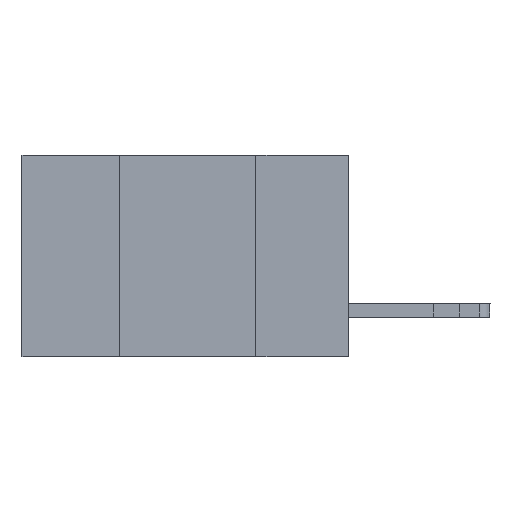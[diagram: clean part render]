
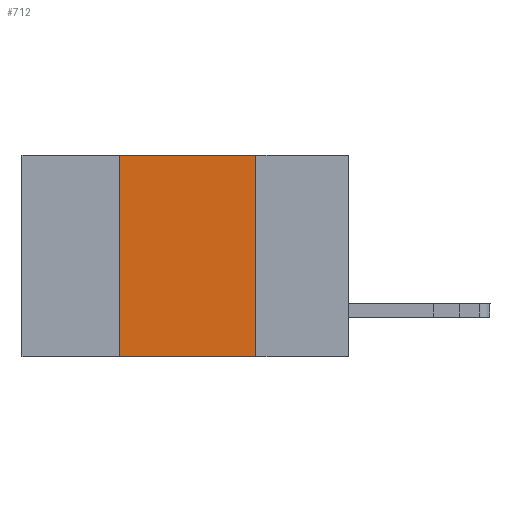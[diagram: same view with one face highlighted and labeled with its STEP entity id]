
A CAD part, left-side view. The second image highlights one B-rep face of the part: STEP entity #712.
In plain terms, the highlighted planar face has unit normal (-1, 0, 0).
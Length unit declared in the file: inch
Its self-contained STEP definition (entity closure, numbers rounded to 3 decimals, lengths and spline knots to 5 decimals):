
#221 = LINE ( 'NONE', #1954, #10067 ) ;
#364 = VERTEX_POINT ( 'NONE', #13264 ) ;
#437 = CARTESIAN_POINT ( 'NONE',  ( 0., 0.42, 0. ) ) ;
#686 = AXIS2_PLACEMENT_3D ( 'NONE', #6675, #6314, #6138 ) ;
#712 = ADVANCED_FACE ( 'NONE', ( #3279 ), #6760, .F. ) ;
#1533 = VERTEX_POINT ( 'NONE', #437 ) ;
#1775 = LINE ( 'NONE', #13763, #15887 ) ;
#1954 = CARTESIAN_POINT ( 'NONE',  ( 0., 0.6, -0.37 ) ) ;
#3279 = FACE_OUTER_BOUND ( 'NONE', #8498, .T. ) ;
#3761 = ORIENTED_EDGE ( 'NONE', *, *, #17701, .T. ) ;
#4631 = ORIENTED_EDGE ( 'NONE', *, *, #16248, .F. ) ;
#5799 = VECTOR ( 'NONE', #11148, 39.37008 ) ;
#6138 = DIRECTION ( 'NONE',  ( 0., 0., -1. ) ) ;
#6240 = LINE ( 'NONE', #16476, #5799 ) ;
#6314 = DIRECTION ( 'NONE',  ( 1., 0., 0. ) ) ;
#6675 = CARTESIAN_POINT ( 'NONE',  ( 0., 0.6, 0. ) ) ;
#6760 = PLANE ( 'NONE',  #686 ) ;
#6957 = DIRECTION ( 'NONE',  ( 0., -1., 0. ) ) ;
#8381 = DIRECTION ( 'NONE',  ( 0., 0., 1. ) ) ;
#8498 = EDGE_LOOP ( 'NONE', ( #15723, #4631, #12776, #3761 ) ) ;
#9148 = CARTESIAN_POINT ( 'NONE',  ( 0., 0.17, 0. ) ) ;
#9620 = EDGE_CURVE ( 'NONE', #364, #1533, #1775, .T. ) ;
#10067 = VECTOR ( 'NONE', #12952, 39.37008 ) ;
#11148 = DIRECTION ( 'NONE',  ( 0., 0., -1. ) ) ;
#12667 = VERTEX_POINT ( 'NONE', #9148 ) ;
#12776 = ORIENTED_EDGE ( 'NONE', *, *, #9620, .F. ) ;
#12952 = DIRECTION ( 'NONE',  ( 0., -1., 0. ) ) ;
#12997 = EDGE_CURVE ( 'NONE', #12667, #14636, #6240, .T. ) ;
#13264 = CARTESIAN_POINT ( 'NONE',  ( 0., 0.42, -0.37 ) ) ;
#13507 = VECTOR ( 'NONE', #6957, 39.37008 ) ;
#13763 = CARTESIAN_POINT ( 'NONE',  ( 0., 0.42, -0.37 ) ) ;
#14441 = CARTESIAN_POINT ( 'NONE',  ( 0., 0.17, -0.37 ) ) ;
#14636 = VERTEX_POINT ( 'NONE', #14441 ) ;
#15382 = CARTESIAN_POINT ( 'NONE',  ( 0., 0.6, 0. ) ) ;
#15723 = ORIENTED_EDGE ( 'NONE', *, *, #12997, .F. ) ;
#15887 = VECTOR ( 'NONE', #8381, 39.37008 ) ;
#16248 = EDGE_CURVE ( 'NONE', #1533, #12667, #16614, .T. ) ;
#16476 = CARTESIAN_POINT ( 'NONE',  ( 0., 0.17, -0.37 ) ) ;
#16614 = LINE ( 'NONE', #15382, #13507 ) ;
#17701 = EDGE_CURVE ( 'NONE', #364, #14636, #221, .T. ) ;
